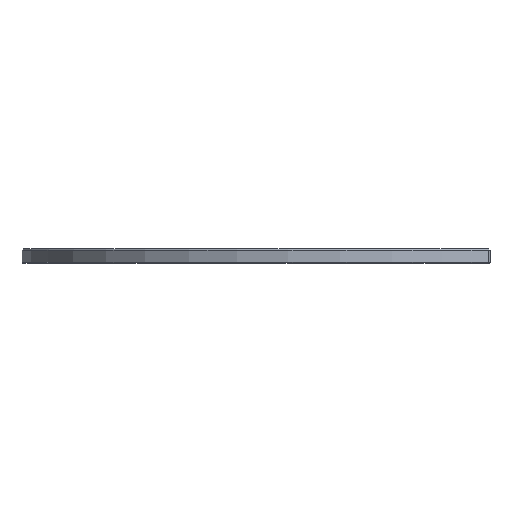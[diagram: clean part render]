
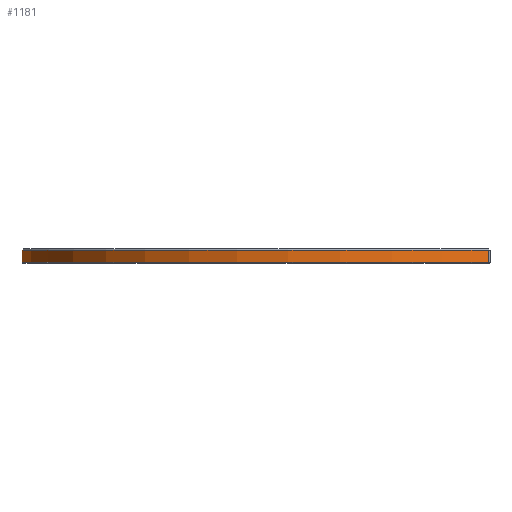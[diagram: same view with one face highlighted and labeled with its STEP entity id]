
A CAD part, left-side view. The second image highlights one B-rep face of the part: STEP entity #1181.
In plain terms, the highlighted cylindrical face has radius 86.5 mm (diameter 173 mm), a partial arc.
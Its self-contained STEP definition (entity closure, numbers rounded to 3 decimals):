
#89=CIRCLE('',#1219,86.5);
#149=CIRCLE('',#1326,86.5);
#168=CYLINDRICAL_SURFACE('',#1329,86.5);
#234=FACE_OUTER_BOUND('',#338,.T.);
#338=EDGE_LOOP('',(#1092,#1093,#1094,#1095));
#387=LINE('',#1810,#479);
#431=LINE('',#2014,#523);
#479=VECTOR('',#1440,10.);
#523=VECTOR('',#1690,10.);
#553=VERTEX_POINT('',#1780);
#557=VERTEX_POINT('',#1789);
#562=VERTEX_POINT('',#1809);
#619=VERTEX_POINT('',#2008);
#667=EDGE_CURVE('',#557,#553,#89,.T.);
#677=EDGE_CURVE('',#553,#562,#387,.T.);
#777=EDGE_CURVE('',#562,#619,#149,.T.);
#779=EDGE_CURVE('',#619,#557,#431,.T.);
#1092=ORIENTED_EDGE('',*,*,#667,.F.);
#1093=ORIENTED_EDGE('',*,*,#779,.F.);
#1094=ORIENTED_EDGE('',*,*,#777,.F.);
#1095=ORIENTED_EDGE('',*,*,#677,.F.);
#1181=ADVANCED_FACE('',(#234),#168,.T.);
#1219=AXIS2_PLACEMENT_3D('',#1791,#1418,#1419);
#1326=AXIS2_PLACEMENT_3D('',#2010,#1682,#1683);
#1329=AXIS2_PLACEMENT_3D('',#2013,#1688,#1689);
#1418=DIRECTION('center_axis',(0.,0.,-1.));
#1419=DIRECTION('ref_axis',(-1.,0.,0.));
#1440=DIRECTION('',(0.,0.,1.));
#1682=DIRECTION('center_axis',(0.,0.,1.));
#1683=DIRECTION('ref_axis',(-1.,0.,0.));
#1688=DIRECTION('center_axis',(0.,0.,1.));
#1689=DIRECTION('ref_axis',(0.,1.,0.));
#1690=DIRECTION('',(0.,0.,-1.));
#1780=CARTESIAN_POINT('',(74.167,-44.515,70.7));
#1789=CARTESIAN_POINT('',(-74.167,-44.515,70.7));
#1791=CARTESIAN_POINT('Origin',(0.,0.,70.7));
#1809=CARTESIAN_POINT('',(74.167,-44.515,74.1));
#1810=CARTESIAN_POINT('',(74.167,-44.515,70.5));
#2008=CARTESIAN_POINT('',(-74.167,-44.515,74.1));
#2010=CARTESIAN_POINT('Origin',(0.,0.,74.1));
#2013=CARTESIAN_POINT('Origin',(0.,0.,70.5));
#2014=CARTESIAN_POINT('',(-74.167,-44.515,70.5));
